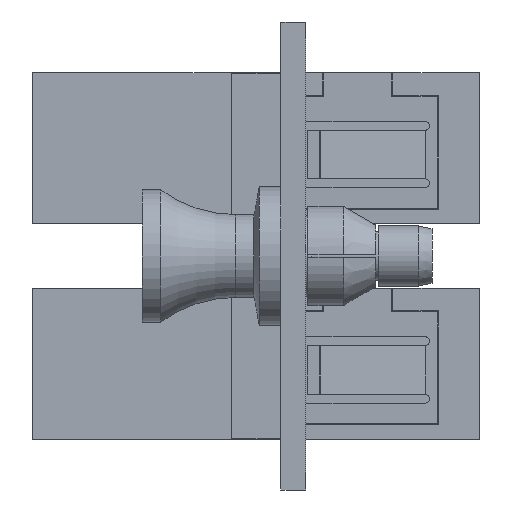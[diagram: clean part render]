
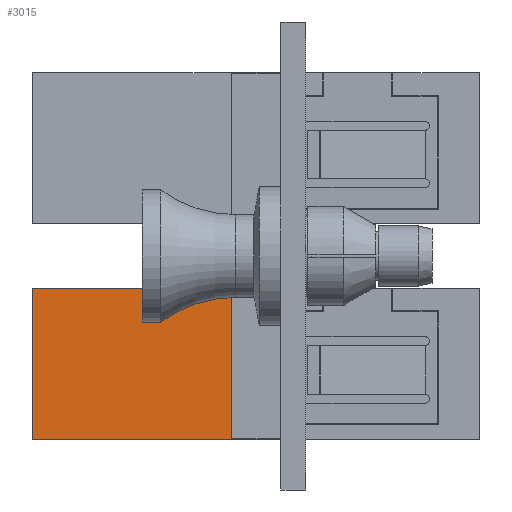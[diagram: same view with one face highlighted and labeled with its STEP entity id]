
A CAD part, left-side view. The second image highlights one B-rep face of the part: STEP entity #3015.
In plain terms, the highlighted face is planar.
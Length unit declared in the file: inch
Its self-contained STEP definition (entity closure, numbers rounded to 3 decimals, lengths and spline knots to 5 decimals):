
#482 = AXIS2_PLACEMENT_3D ( 'NONE', #8831, #7440, #4570 ) ;
#565 = CARTESIAN_POINT ( 'NONE',  ( 0.506, -0.06, -0.1825 ) ) ;
#791 = LINE ( 'NONE', #8827, #7651 ) ;
#1231 = VERTEX_POINT ( 'NONE', #8875 ) ;
#1287 = FACE_OUTER_BOUND ( 'NONE', #5196, .T. ) ;
#1366 = ORIENTED_EDGE ( 'NONE', *, *, #9116, .T. ) ;
#2213 = DIRECTION ( 'NONE',  ( 0., 1., 0. ) ) ;
#2788 = DIRECTION ( 'NONE',  ( 0., 1., 0. ) ) ;
#3015 = ADVANCED_FACE ( 'NONE', ( #1287 ), #6608, .T. ) ;
#3032 = LINE ( 'NONE', #3077, #6671 ) ;
#3077 = CARTESIAN_POINT ( 'NONE',  ( 0.506, -0.54, -0.1825 ) ) ;
#3322 = VECTOR ( 'NONE', #2788, 39.37008 ) ;
#4245 = CARTESIAN_POINT ( 'NONE',  ( 0.506, -0.54, -0.1825 ) ) ;
#4524 = LINE ( 'NONE', #8705, #9447 ) ;
#4570 = DIRECTION ( 'NONE',  ( 0., 0., -1. ) ) ;
#4599 = ORIENTED_EDGE ( 'NONE', *, *, #7902, .T. ) ;
#4662 = ORIENTED_EDGE ( 'NONE', *, *, #9318, .F. ) ;
#4818 = VERTEX_POINT ( 'NONE', #4831 ) ;
#4831 = CARTESIAN_POINT ( 'NONE',  ( 0.506, -0.54, -0.1825 ) ) ;
#5196 = EDGE_LOOP ( 'NONE', ( #4662, #6167, #4599, #1366 ) ) ;
#6167 = ORIENTED_EDGE ( 'NONE', *, *, #7178, .F. ) ;
#6608 = PLANE ( 'NONE',  #482 ) ;
#6671 = VECTOR ( 'NONE', #8185, 39.37008 ) ;
#6718 = LINE ( 'NONE', #4245, #3322 ) ;
#7178 = EDGE_CURVE ( 'NONE', #1231, #8659, #4524, .T. ) ;
#7256 = CARTESIAN_POINT ( 'NONE',  ( 0.506, -0.06, 0.1825 ) ) ;
#7440 = DIRECTION ( 'NONE',  ( 1., 0., 0. ) ) ;
#7651 = VECTOR ( 'NONE', #8887, 39.37008 ) ;
#7902 = EDGE_CURVE ( 'NONE', #1231, #4818, #3032, .T. ) ;
#8185 = DIRECTION ( 'NONE',  ( 0., 0., -1. ) ) ;
#8455 = VERTEX_POINT ( 'NONE', #565 ) ;
#8659 = VERTEX_POINT ( 'NONE', #7256 ) ;
#8705 = CARTESIAN_POINT ( 'NONE',  ( 0.506, -0.54, 0.1825 ) ) ;
#8827 = CARTESIAN_POINT ( 'NONE',  ( 0.506, -0.06, -0.1825 ) ) ;
#8831 = CARTESIAN_POINT ( 'NONE',  ( 0.506, -0.54, -0.1825 ) ) ;
#8875 = CARTESIAN_POINT ( 'NONE',  ( 0.506, -0.54, 0.1825 ) ) ;
#8887 = DIRECTION ( 'NONE',  ( 0., 0., -1. ) ) ;
#9116 = EDGE_CURVE ( 'NONE', #4818, #8455, #6718, .T. ) ;
#9318 = EDGE_CURVE ( 'NONE', #8659, #8455, #791, .T. ) ;
#9447 = VECTOR ( 'NONE', #2213, 39.37008 ) ;
